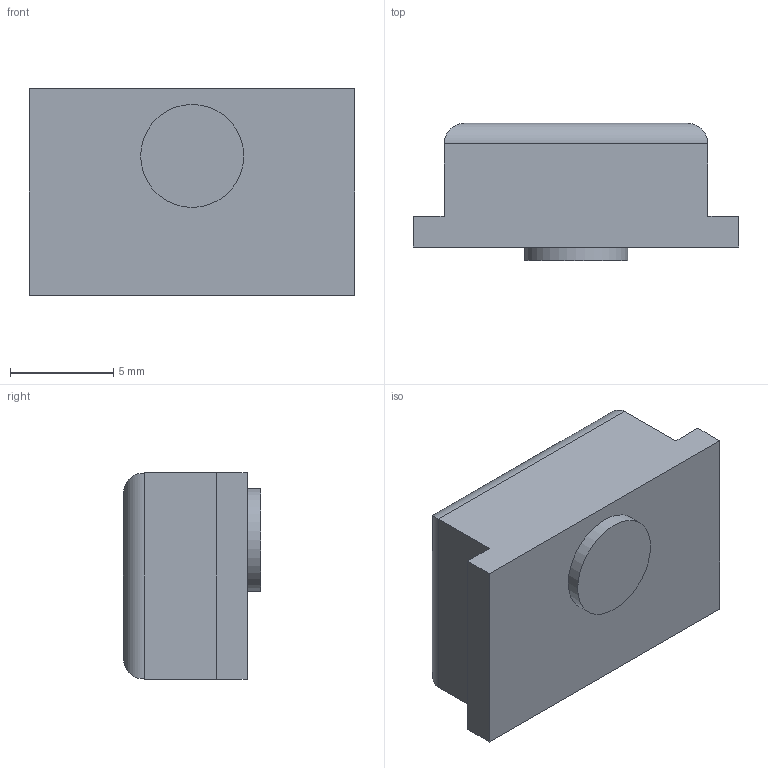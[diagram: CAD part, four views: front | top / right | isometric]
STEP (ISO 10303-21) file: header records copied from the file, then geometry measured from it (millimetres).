
FILE_DESCRIPTION(/* description */ (''),/* implementation_level */ '2;1');
FILE_NAME(/* name */ '',/* time_stamp */ '2024-02-19T09:36:51+08:00',/* author */ (''),/* organization */ (''),/* preprocessor_version */ 'ST-DEVELOPER v20',/* originating_system */ 'Autodesk Translation Framework v12.20.1.177',/* authorisation */ '');
FILE_SCHEMA (('AUTOMOTIVE_DESIGN { 1 0 10303 214 3 1 1 }'));
Length unit declared in the file: millimetre
Products named in the file (1): 肩键
Bounding box: 15.8 x 6.65 x 10 mm (x, y, z)
Volume: 816.4 mm3; surface area: 588.7 mm2
Topology: 1 solids, 1 shells, 16 faces, 35 edges, 22 vertices
Faces by surface type: plane 11, cylinder 5
Full cylindrical faces by diameter (mm): 5 x1
Entity records: 473 total; most frequent: DIRECTION 75, CARTESIAN_POINT 74, ORIENTED_EDGE 70, EDGE_CURVE 35, LINE 29, VECTOR 29, AXIS2_PLACEMENT_3D 23, VERTEX_POINT 22
